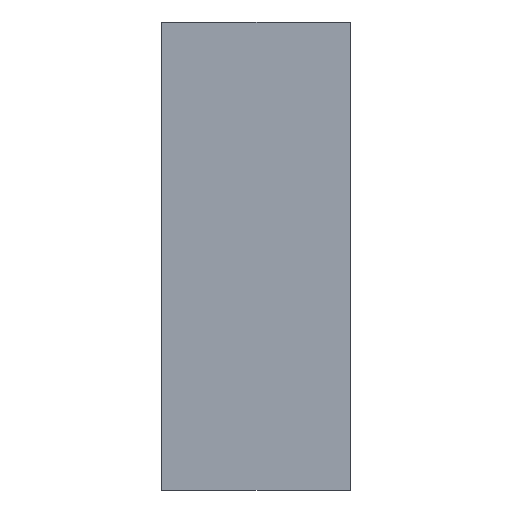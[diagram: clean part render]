
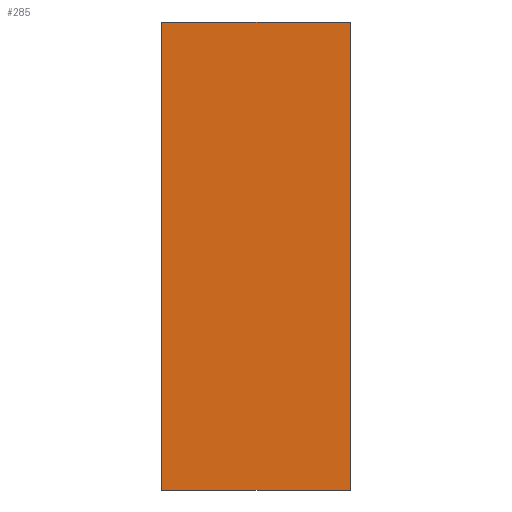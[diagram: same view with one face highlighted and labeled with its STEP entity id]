
A CAD part, left-side view. The second image highlights one B-rep face of the part: STEP entity #285.
In plain terms, the highlighted planar face has unit normal (-1, 0, 0).
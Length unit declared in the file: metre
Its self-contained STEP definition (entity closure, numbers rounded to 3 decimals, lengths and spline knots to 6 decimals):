
#32 = CARTESIAN_POINT ( 'NONE',  ( 0., 0.001814, -0.022491 ) ) ;
#35 = DIRECTION ( 'NONE',  ( 0., 1., 0. ) ) ;
#39 = AXIS2_PLACEMENT_3D ( 'NONE', #180, #131, #226 ) ;
#54 = VERTEX_POINT ( 'NONE', #269 ) ;
#55 = LINE ( 'NONE', #196, #156 ) ;
#56 = EDGE_CURVE ( 'NONE', #95, #244, #55, .T. ) ;
#70 = ORIENTED_EDGE ( 'NONE', *, *, #276, .F. ) ;
#77 = EDGE_CURVE ( 'NONE', #54, #123, #120, .T. ) ;
#84 = LINE ( 'NONE', #158, #216 ) ;
#94 = ORIENTED_EDGE ( 'NONE', *, *, #56, .F. ) ;
#95 = VERTEX_POINT ( 'NONE', #32 ) ;
#106 = PLANE ( 'NONE',  #39 ) ;
#107 = CARTESIAN_POINT ( 'NONE',  ( 0., 0.021814, -0.022491 ) ) ;
#108 = DIRECTION ( 'NONE',  ( 0., 0., 1. ) ) ;
#120 = LINE ( 'NONE', #236, #211 ) ;
#123 = VERTEX_POINT ( 'NONE', #289 ) ;
#131 = DIRECTION ( 'NONE',  ( -1., 0., 0. ) ) ;
#136 = ORIENTED_EDGE ( 'NONE', *, *, #178, .F. ) ;
#156 = VECTOR ( 'NONE', #35, 1. ) ;
#158 = CARTESIAN_POINT ( 'NONE',  ( 0., 0.001814, -0.022491 ) ) ;
#161 = VECTOR ( 'NONE', #108, 1. ) ;
#176 = CARTESIAN_POINT ( 'NONE',  ( 0., 0.021814, -0.022491 ) ) ;
#178 = EDGE_CURVE ( 'NONE', #123, #95, #84, .T. ) ;
#180 = CARTESIAN_POINT ( 'NONE',  ( 0., 0., 0. ) ) ;
#186 = EDGE_LOOP ( 'NONE', ( #94, #136, #284, #70 ) ) ;
#188 = DIRECTION ( 'NONE',  ( 0., -1., 0. ) ) ;
#196 = CARTESIAN_POINT ( 'NONE',  ( 0., 0.021814, -0.022491 ) ) ;
#199 = FACE_OUTER_BOUND ( 'NONE', #186, .T. ) ;
#211 = VECTOR ( 'NONE', #188, 1. ) ;
#216 = VECTOR ( 'NONE', #228, 1. ) ;
#226 = DIRECTION ( 'NONE',  ( 0., 0., 1. ) ) ;
#228 = DIRECTION ( 'NONE',  ( 0., 0., -1. ) ) ;
#236 = CARTESIAN_POINT ( 'NONE',  ( 0., 0.021814, 0.027098 ) ) ;
#244 = VERTEX_POINT ( 'NONE', #176 ) ;
#245 = LINE ( 'NONE', #107, #161 ) ;
#269 = CARTESIAN_POINT ( 'NONE',  ( 0., 0.021814, 0.027098 ) ) ;
#276 = EDGE_CURVE ( 'NONE', #244, #54, #245, .T. ) ;
#284 = ORIENTED_EDGE ( 'NONE', *, *, #77, .F. ) ;
#285 = ADVANCED_FACE ( 'NONE', ( #199 ), #106, .T. ) ;
#289 = CARTESIAN_POINT ( 'NONE',  ( 0., 0.001814, 0.027098 ) ) ;
